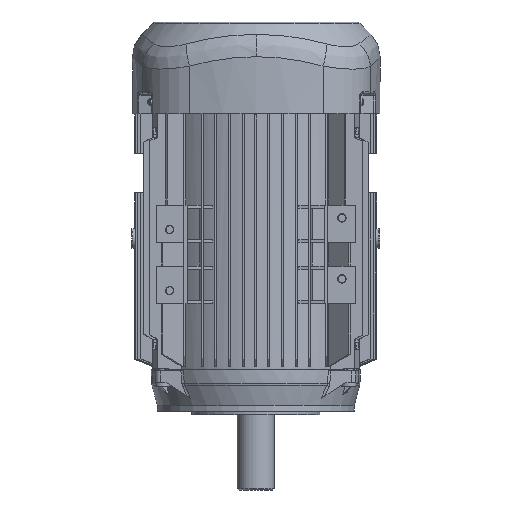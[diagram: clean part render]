
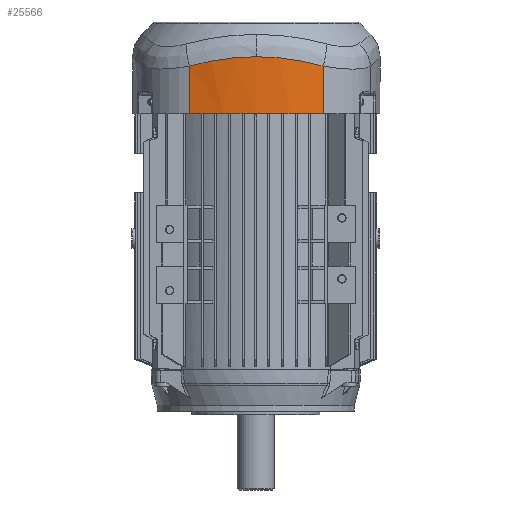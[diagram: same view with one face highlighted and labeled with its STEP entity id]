
A CAD part, front view. The second image highlights one B-rep face of the part: STEP entity #25566.
In plain terms, the highlighted cylindrical face has radius 236 mm (diameter 472 mm), a partial arc.
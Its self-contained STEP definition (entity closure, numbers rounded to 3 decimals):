
#2391=CYLINDRICAL_SURFACE('',#83539,236.);
#6171=FACE_OUTER_BOUND('',#34680,.T.);
#8656=B_SPLINE_CURVE_WITH_KNOTS('',3,(#159127,#159128,#159129,#159130,#159131,
#159132,#159133,#159134,#159135,#159136,#159137,#159138,#159139,#159140,
#159141,#159142,#159143,#159144,#159145,#159146,#159147,#159148,#159149,
#159150),.UNSPECIFIED.,.F.,.F.,(4,2,2,2,2,1,2,2,2,1,2,2,4),(0.,0.125,
0.187,0.25,0.375,0.437,
0.469,0.5,0.625,0.687,
0.719,0.75,1.),.UNSPECIFIED.);
#8657=B_SPLINE_CURVE_WITH_KNOTS('',3,(#159156,#159157,#159158,#159159,#159160,
#159161,#159162,#159163,#159164,#159165,#159166,#159167,#159168,#159169,
#159170,#159171,#159172,#159173,#159174,#159175,#159176,#159177,#159178,
#159179,#159180),.UNSPECIFIED.,.F.,.F.,(4,2,2,2,2,2,1,2,2,2,2,2,4),(0.,0.125,
0.187,0.219,0.25,0.375,
0.437,0.469,0.5,0.625,
0.687,0.75,1.),.UNSPECIFIED.);
#15034=LINE('',#159123,#21442);
#15035=LINE('',#159153,#21443);
#21442=VECTOR('',#100690,1.);
#21443=VECTOR('',#100695,1.);
#25566=ADVANCED_FACE('',(#6171),#2391,.T.);
#34680=EDGE_LOOP('',(#57003,#57004,#57005,#57006,#57007));
#57003=ORIENTED_EDGE('',*,*,#76167,.T.);
#57004=ORIENTED_EDGE('',*,*,#76168,.F.);
#57005=ORIENTED_EDGE('',*,*,#76169,.F.);
#57006=ORIENTED_EDGE('',*,*,#76165,.T.);
#57007=ORIENTED_EDGE('',*,*,#76170,.T.);
#64895=VERTEX_POINT('',#159122);
#64896=VERTEX_POINT('',#159124);
#64897=VERTEX_POINT('',#159151);
#64898=VERTEX_POINT('',#159152);
#64899=VERTEX_POINT('',#159154);
#76165=EDGE_CURVE('',#64896,#64895,#15034,.T.);
#76167=EDGE_CURVE('',#64897,#64898,#8656,.T.);
#76168=EDGE_CURVE('',#64899,#64898,#15035,.T.);
#76169=EDGE_CURVE('',#64896,#64899,#78133,.T.);
#76170=EDGE_CURVE('',#64895,#64897,#8657,.T.);
#78133=CIRCLE('',#83538,236.);
#83538=AXIS2_PLACEMENT_3D('',#159155,#100696,#100697);
#83539=AXIS2_PLACEMENT_3D('',#159181,#100698,#100699);
#100690=DIRECTION('',(0.,0.,1.));
#100695=DIRECTION('',(0.,0.,1.));
#100696=DIRECTION('',(0.,0.,-1.));
#100697=DIRECTION('',(0.287,-0.958,0.));
#100698=DIRECTION('',(0.,0.,1.));
#100699=DIRECTION('',(-0.287,-0.958,0.));
#159122=CARTESIAN_POINT('',(67.768,-116.828,430.678));
#159123=CARTESIAN_POINT('',(67.768,-116.828,382.5));
#159124=CARTESIAN_POINT('',(67.768,-116.828,382.5));
#159127=CARTESIAN_POINT('',(0.,-126.767,440.245));
#159128=CARTESIAN_POINT('',(-2.897,-126.767,440.245));
#159129=CARTESIAN_POINT('',(-5.8,-126.714,440.191));
#159130=CARTESIAN_POINT('',(-10.159,-126.553,440.029));
#159131=CARTESIAN_POINT('',(-11.613,-126.486,439.961));
#159132=CARTESIAN_POINT('',(-14.522,-126.325,439.798));
#159133=CARTESIAN_POINT('',(-16.01,-126.228,439.701));
#159134=CARTESIAN_POINT('',(-20.279,-125.912,439.384));
#159135=CARTESIAN_POINT('',(-23.138,-125.648,439.119));
#159136=CARTESIAN_POINT('',(-27.444,-125.171,438.644));
#159137=CARTESIAN_POINT('',(-29.601,-124.912,438.386));
#159138=CARTESIAN_POINT('',(-31.763,-124.621,438.099));
#159139=CARTESIAN_POINT('',(-33.206,-124.421,437.901));
#159140=CARTESIAN_POINT('',(-33.958,-124.313,437.794));
#159141=CARTESIAN_POINT('',(-37.42,-123.799,437.288));
#159142=CARTESIAN_POINT('',(-40.208,-123.334,436.833));
#159143=CARTESIAN_POINT('',(-44.414,-122.555,436.076));
#159144=CARTESIAN_POINT('',(-46.523,-122.144,435.679));
#159145=CARTESIAN_POINT('',(-48.641,-121.701,435.253));
#159146=CARTESIAN_POINT('',(-50.054,-121.399,434.963));
#159147=CARTESIAN_POINT('',(-50.802,-121.236,434.807));
#159148=CARTESIAN_POINT('',(-56.823,-119.89,433.522));
#159149=CARTESIAN_POINT('',(-62.262,-118.479,432.194));
#159150=CARTESIAN_POINT('',(-67.768,-116.828,430.678));
#159151=CARTESIAN_POINT('',(0.,-126.767,440.245));
#159152=CARTESIAN_POINT('',(-67.768,-116.828,430.678));
#159153=CARTESIAN_POINT('',(-67.768,-116.828,382.5));
#159154=CARTESIAN_POINT('',(-67.768,-116.828,382.5));
#159155=CARTESIAN_POINT('',(0.,109.233,382.5));
#159156=CARTESIAN_POINT('',(67.768,-116.828,430.678));
#159157=CARTESIAN_POINT('',(65.015,-117.653,431.436));
#159158=CARTESIAN_POINT('',(62.279,-118.419,432.147));
#159159=CARTESIAN_POINT('',(58.203,-119.482,433.143));
#159160=CARTESIAN_POINT('',(56.849,-119.822,433.464));
#159161=CARTESIAN_POINT('',(54.826,-120.312,433.927));
#159162=CARTESIAN_POINT('',(54.153,-120.471,434.079));
#159163=CARTESIAN_POINT('',(52.81,-120.784,434.376));
#159164=CARTESIAN_POINT('',(52.179,-120.928,434.513));
#159165=CARTESIAN_POINT('',(48.637,-121.719,435.269));
#159166=CARTESIAN_POINT('',(45.817,-122.295,435.824));
#159167=CARTESIAN_POINT('',(41.61,-123.074,436.581));
#159168=CARTESIAN_POINT('',(39.513,-123.443,436.941));
#159169=CARTESIAN_POINT('',(37.426,-123.782,437.272));
#159170=CARTESIAN_POINT('',(36.036,-124.001,437.487));
#159171=CARTESIAN_POINT('',(35.373,-124.103,437.587));
#159172=CARTESIAN_POINT('',(31.76,-124.639,438.115));
#159173=CARTESIAN_POINT('',(28.879,-125.011,438.485));
#159174=CARTESIAN_POINT('',(24.574,-125.489,438.961));
#159175=CARTESIAN_POINT('',(23.142,-125.634,439.106));
#159176=CARTESIAN_POINT('',(20.283,-125.898,439.37));
#159177=CARTESIAN_POINT('',(18.889,-126.015,439.487));
#159178=CARTESIAN_POINT('',(11.611,-126.554,440.029));
#159179=CARTESIAN_POINT('',(5.795,-126.767,440.245));
#159180=CARTESIAN_POINT('',(0.,-126.767,440.245));
#159181=CARTESIAN_POINT('',(0.,109.233,381.5));
